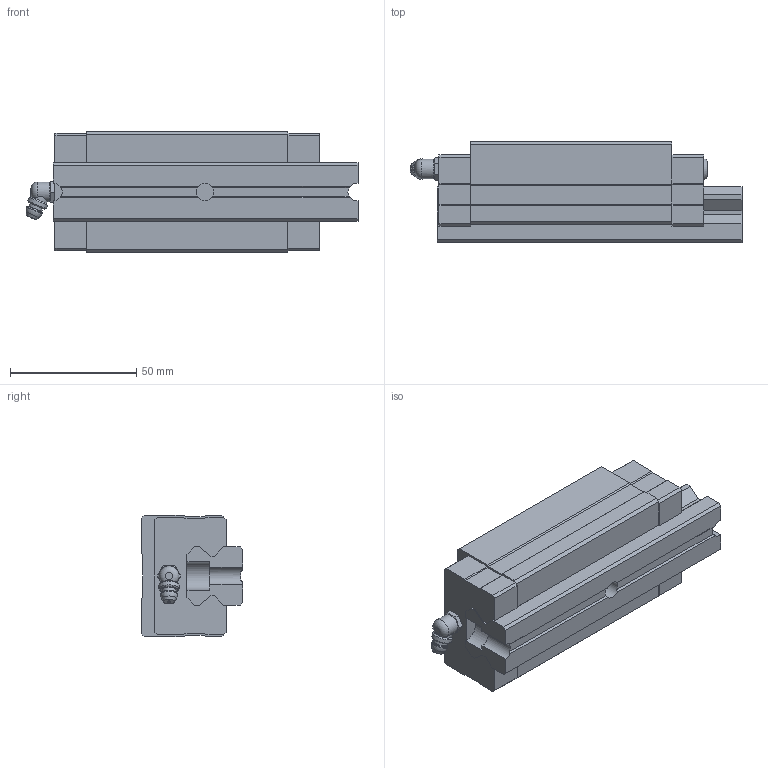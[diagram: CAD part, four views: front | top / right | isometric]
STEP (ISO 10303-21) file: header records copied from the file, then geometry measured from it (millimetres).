
FILE_DESCRIPTION(/* description */ ('STEP AP214'),/* implementation_level */ '2;1');
FILE_NAME(/* name */ 'LSH25HL1X120.5S0AN-M6',/* time_stamp */ '2022-10-31T20:08:00+01:00',/* author */ ('License CC BY-ND 4.0'),/* organization */ ('CADENAS'),/* preprocessor_version */ 'ST-DEVELOPER v18.102',/* originating_system */ 'PARTsolutions',/* authorisation */ ' ');
FILE_SCHEMA (('AUTOMOTIVE_DESIGN {1 0 10303 214 3 1 1}'));
Length unit declared in the file: millimetre
Products named in the file (4): LSH25HL1X120.5S0AN-M6; LSH25BK-HL-N-A-M6; LSH25RLX120.5-S0-N-D; LSH25HL1X120.5S0AN-M6_d
Assembly tree (3 placements, depth 2):
  LSH25HL1X120.5S0AN-M6
    LSH25BK-HL-N-A-M6
    LSH25RLX120.5-S0-N-D
    LSH25HL1X120.5S0AN-M6_d
Bounding box: 131.36 x 40 x 48 mm (x, y, z)
Volume: 177918.1 mm3; surface area: 36022 mm2
Topology: 2 solids, 2 shells, 163 faces, 437 edges, 287 vertices
Faces by surface type: plane 133, cylinder 16, cone 8, torus 5, sphere 1
Full cylindrical faces by diameter (mm): 4.917 x4, 5.5 x1, 6.6 x1, 7 x1, 7.85 x1, 8 x1, 11.2 x1
Entity records: 4986 total; most frequent: CARTESIAN_POINT 923, ORIENTED_EDGE 814, DIRECTION 786, EDGE_CURVE 407, LINE 326, VECTOR 326, VERTEX_POINT 280, AXIS2_PLACEMENT_3D 230
